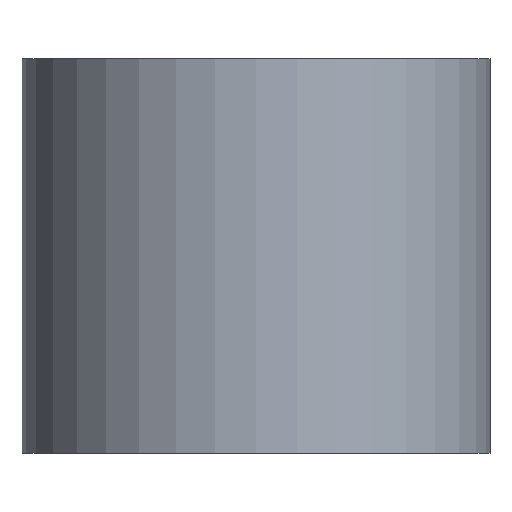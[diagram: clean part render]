
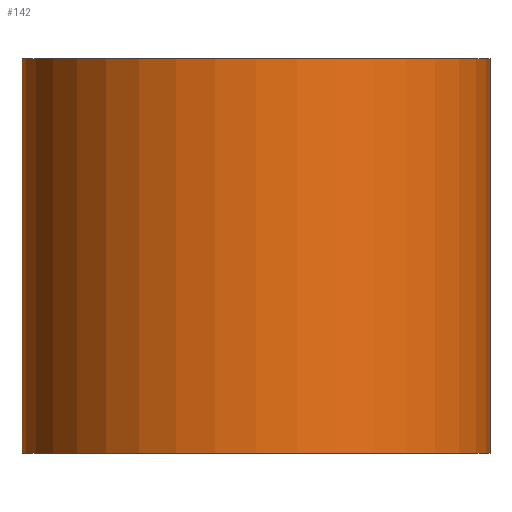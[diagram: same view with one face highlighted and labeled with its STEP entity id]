
A CAD part, front view. The second image highlights one B-rep face of the part: STEP entity #142.
In plain terms, the highlighted cylindrical face has radius 25 mm (diameter 50 mm), a partial arc.
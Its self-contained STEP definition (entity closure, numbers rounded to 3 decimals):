
#18 = CARTESIAN_POINT ( 'NONE',  ( 25., 0., 42.2 ) ) ;
#28 = AXIS2_PLACEMENT_3D ( 'NONE', #109, #62, #111 ) ;
#32 = FACE_OUTER_BOUND ( 'NONE', #39, .T. ) ;
#33 = CARTESIAN_POINT ( 'NONE',  ( 25., 0., 0. ) ) ;
#35 = AXIS2_PLACEMENT_3D ( 'NONE', #55, #229, #156 ) ;
#37 = DIRECTION ( 'NONE',  ( 0., 0., -1. ) ) ;
#39 = EDGE_LOOP ( 'NONE', ( #47, #45, #98, #217 ) ) ;
#44 = VECTOR ( 'NONE', #204, 1000. ) ;
#45 = ORIENTED_EDGE ( 'NONE', *, *, #284, .F. ) ;
#47 = ORIENTED_EDGE ( 'NONE', *, *, #198, .F. ) ;
#55 = CARTESIAN_POINT ( 'NONE',  ( 0., 0., 42.2 ) ) ;
#60 = CARTESIAN_POINT ( 'NONE',  ( 25., 0., 42.2 ) ) ;
#62 = DIRECTION ( 'NONE',  ( 0., 0., 1. ) ) ;
#74 = VECTOR ( 'NONE', #37, 1000. ) ;
#81 = CARTESIAN_POINT ( 'NONE',  ( -25., 0., 0. ) ) ;
#83 = DIRECTION ( 'NONE',  ( 1., 0., 0. ) ) ;
#95 = VERTEX_POINT ( 'NONE', #130 ) ;
#98 = ORIENTED_EDGE ( 'NONE', *, *, #163, .T. ) ;
#102 = CYLINDRICAL_SURFACE ( 'NONE', #35, 25. ) ;
#109 = CARTESIAN_POINT ( 'NONE',  ( 0., 0., 0. ) ) ;
#111 = DIRECTION ( 'NONE',  ( 1., 0., 0. ) ) ;
#113 = VERTEX_POINT ( 'NONE', #81 ) ;
#130 = CARTESIAN_POINT ( 'NONE',  ( -25., 0., 42.2 ) ) ;
#142 = ADVANCED_FACE ( 'NONE', ( #32 ), #102, .T. ) ;
#156 = DIRECTION ( 'NONE',  ( -1., 0., 0. ) ) ;
#163 = EDGE_CURVE ( 'NONE', #95, #113, #252, .T. ) ;
#173 = VERTEX_POINT ( 'NONE', #33 ) ;
#177 = CARTESIAN_POINT ( 'NONE',  ( -25., 0., 42.2 ) ) ;
#183 = DIRECTION ( 'NONE',  ( 0., 0., 1. ) ) ;
#185 = CIRCLE ( 'NONE', #240, 25. ) ;
#198 = EDGE_CURVE ( 'NONE', #245, #173, #261, .T. ) ;
#204 = DIRECTION ( 'NONE',  ( 0., 0., -1. ) ) ;
#217 = ORIENTED_EDGE ( 'NONE', *, *, #220, .T. ) ;
#220 = EDGE_CURVE ( 'NONE', #113, #173, #308, .T. ) ;
#229 = DIRECTION ( 'NONE',  ( 0., 0., -1. ) ) ;
#240 = AXIS2_PLACEMENT_3D ( 'NONE', #259, #183, #83 ) ;
#245 = VERTEX_POINT ( 'NONE', #60 ) ;
#252 = LINE ( 'NONE', #177, #74 ) ;
#259 = CARTESIAN_POINT ( 'NONE',  ( 0., 0., 42.2 ) ) ;
#261 = LINE ( 'NONE', #18, #44 ) ;
#284 = EDGE_CURVE ( 'NONE', #95, #245, #185, .T. ) ;
#308 = CIRCLE ( 'NONE', #28, 25. ) ;
